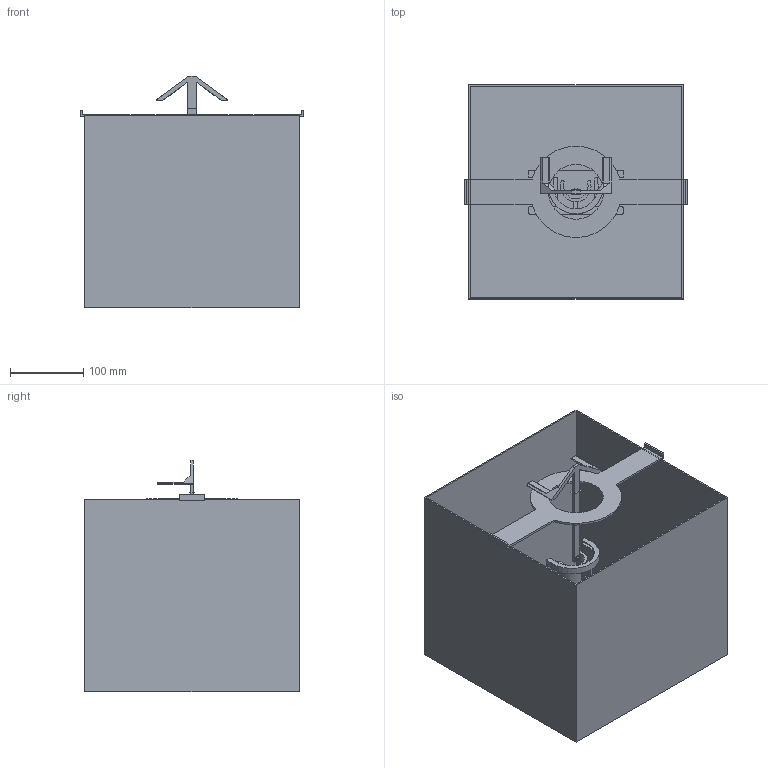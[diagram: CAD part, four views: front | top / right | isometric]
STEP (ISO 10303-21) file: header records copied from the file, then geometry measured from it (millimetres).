
FILE_DESCRIPTION(/* description */ ('STEP AP242','CAx-IF Rec.Pracs.---Representation and Presentation of Product Manufacturing Information (PMI)---4.0---2014-10-13','CAx-IF Rec.Pracs.---3D Tessellated Geometry---0.4---2014-09-14','2;1'),/* implementation_level */ '2;1');
FILE_NAME(/* name */ '6707bfe1a41a6a3ab1ca4863',/* time_stamp */ '2024-10-10T11:52:02Z',/* author */ (''),/* organization */ (''),/* preprocessor_version */ 'ST-DEVELOPER v20',/* originating_system */ ' ',/* authorisation */ ' ');
FILE_SCHEMA (('AP242_MANAGED_MODEL_BASED_3D_ENGINEERING_MIM_LF { 1 0 10303 442 1 1 4 }'));
Length unit declared in the file: millimetre
Products named in the file (5): Part 1; id5; Part 2
Bounding box: 305 x 293 x 316.8 mm (x, y, z)
Volume: 921678.5 mm3; surface area: 869400.7 mm2
Topology: 4 solids, 5 shells, 168 faces, 447 edges, 291 vertices
Faces by surface type: plane 105, cylinder 53, cone 10
Full cylindrical faces by diameter (mm): 2 x4, 3.3 x4, 75 x1
Entity records: 5336 total; most frequent: CARTESIAN_POINT 940, DIRECTION 896, ORIENTED_EDGE 872, EDGE_CURVE 438, LINE 314, VECTOR 314, VERTEX_POINT 291, AXIS2_PLACEMENT_3D 291
